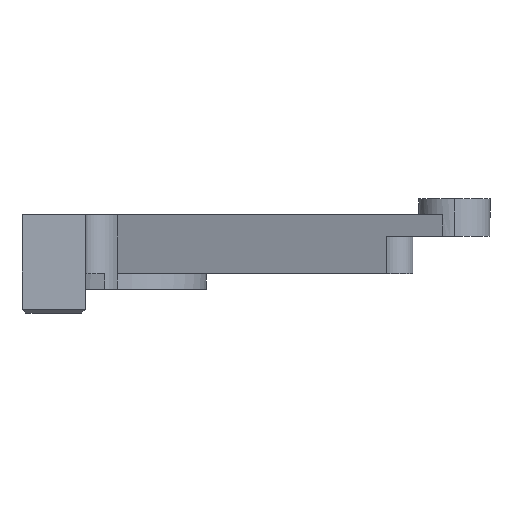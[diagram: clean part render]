
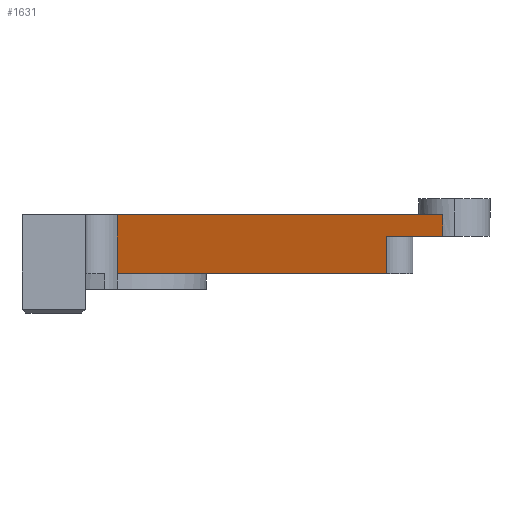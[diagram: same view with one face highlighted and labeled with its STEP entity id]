
A CAD part, left-side view. The second image highlights one B-rep face of the part: STEP entity #1631.
In plain terms, the highlighted planar face has unit normal (-0.947, 0.322, 0).
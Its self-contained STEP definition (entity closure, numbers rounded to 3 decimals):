
#21 = ORIENTED_EDGE ( 'NONE', *, *, #493, .F. ) ;
#72 = DIRECTION ( 'NONE',  ( -0.322, -0.947, 0. ) ) ;
#113 = VECTOR ( 'NONE', #1744, 1000. ) ;
#146 = CARTESIAN_POINT ( 'NONE',  ( -22.5, 0., 18.9 ) ) ;
#213 = CARTESIAN_POINT ( 'NONE',  ( -50.52, -82.311, 13.4 ) ) ;
#354 = ORIENTED_EDGE ( 'NONE', *, *, #1138, .T. ) ;
#467 = ORIENTED_EDGE ( 'NONE', *, *, #751, .T. ) ;
#487 = FACE_OUTER_BOUND ( 'NONE', #737, .T. ) ;
#493 = EDGE_CURVE ( 'NONE', #970, #1313, #1078, .T. ) ;
#499 = ORIENTED_EDGE ( 'NONE', *, *, #1889, .T. ) ;
#523 = PLANE ( 'NONE',  #1580 ) ;
#541 = VECTOR ( 'NONE', #824, 1000. ) ;
#543 = ORIENTED_EDGE ( 'NONE', *, *, #1276, .F. ) ;
#593 = ORIENTED_EDGE ( 'NONE', *, *, #695, .T. ) ;
#630 = VECTOR ( 'NONE', #956, 1000. ) ;
#669 = VERTEX_POINT ( 'NONE', #146 ) ;
#695 = EDGE_CURVE ( 'NONE', #669, #1815, #743, .T. ) ;
#737 = EDGE_LOOP ( 'NONE', ( #467, #354, #499, #21, #543, #593 ) ) ;
#743 = LINE ( 'NONE', #967, #113 ) ;
#751 = EDGE_CURVE ( 'NONE', #1815, #1241, #953, .T. ) ;
#824 = DIRECTION ( 'NONE',  ( -0.322, -0.947, 0. ) ) ;
#830 = VECTOR ( 'NONE', #72, 1000. ) ;
#936 = LINE ( 'NONE', #1722, #630 ) ;
#940 = CARTESIAN_POINT ( 'NONE',  ( -45.682, -68.1, 13.4 ) ) ;
#953 = LINE ( 'NONE', #1144, #541 ) ;
#956 = DIRECTION ( 'NONE',  ( -0.322, -0.947, 0. ) ) ;
#967 = CARTESIAN_POINT ( 'NONE',  ( -22.5, 0., 18.9 ) ) ;
#970 = VERTEX_POINT ( 'NONE', #1518 ) ;
#992 = CARTESIAN_POINT ( 'NONE',  ( -50.52, -82.311, 18.9 ) ) ;
#1000 = CARTESIAN_POINT ( 'NONE',  ( -45.682, -68.1, 4. ) ) ;
#1054 = VECTOR ( 'NONE', #1703, 1000. ) ;
#1066 = DIRECTION ( 'NONE',  ( 0., 0., -1. ) ) ;
#1078 = LINE ( 'NONE', #1699, #1452 ) ;
#1138 = EDGE_CURVE ( 'NONE', #1241, #1833, #1503, .T. ) ;
#1144 = CARTESIAN_POINT ( 'NONE',  ( -50.52, -82.311, 4. ) ) ;
#1241 = VERTEX_POINT ( 'NONE', #1000 ) ;
#1276 = EDGE_CURVE ( 'NONE', #669, #970, #1423, .T. ) ;
#1313 = VERTEX_POINT ( 'NONE', #213 ) ;
#1347 = DIRECTION ( 'NONE',  ( 0.947, -0.322, 0. ) ) ;
#1423 = LINE ( 'NONE', #992, #830 ) ;
#1452 = VECTOR ( 'NONE', #1066, 1000. ) ;
#1503 = LINE ( 'NONE', #2013, #1054 ) ;
#1518 = CARTESIAN_POINT ( 'NONE',  ( -50.52, -82.311, 18.9 ) ) ;
#1580 = AXIS2_PLACEMENT_3D ( 'NONE', #1768, #1347, #1948 ) ;
#1631 = ADVANCED_FACE ( 'NONE', ( #487 ), #523, .F. ) ;
#1651 = CARTESIAN_POINT ( 'NONE',  ( -22.5, 0., 4. ) ) ;
#1699 = CARTESIAN_POINT ( 'NONE',  ( -50.52, -82.311, 18.9 ) ) ;
#1703 = DIRECTION ( 'NONE',  ( 0., 0., 1. ) ) ;
#1722 = CARTESIAN_POINT ( 'NONE',  ( -50.52, -82.311, 13.4 ) ) ;
#1744 = DIRECTION ( 'NONE',  ( 0., 0., -1. ) ) ;
#1768 = CARTESIAN_POINT ( 'NONE',  ( -50.52, -82.311, 18.9 ) ) ;
#1815 = VERTEX_POINT ( 'NONE', #1651 ) ;
#1833 = VERTEX_POINT ( 'NONE', #940 ) ;
#1889 = EDGE_CURVE ( 'NONE', #1833, #1313, #936, .T. ) ;
#1948 = DIRECTION ( 'NONE',  ( 0.322, 0.947, 0. ) ) ;
#2013 = CARTESIAN_POINT ( 'NONE',  ( -45.682, -68.1, 18.9 ) ) ;
